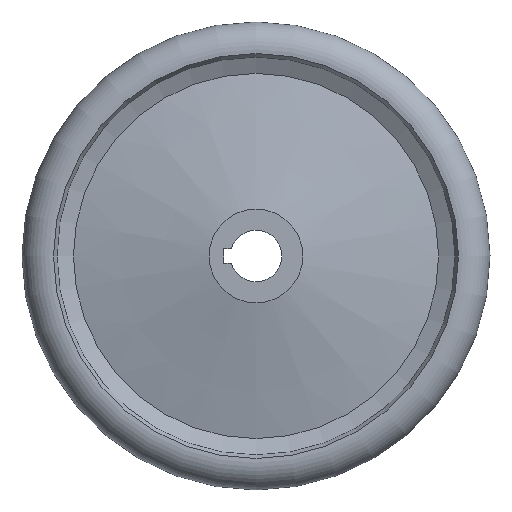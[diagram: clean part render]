
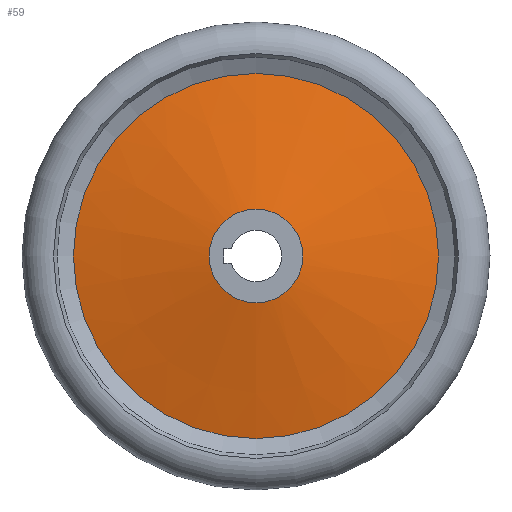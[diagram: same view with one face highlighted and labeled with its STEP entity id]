
A CAD part, left-side view. The second image highlights one B-rep face of the part: STEP entity #59.
In plain terms, the highlighted conical face has half-angle 77.838 degrees and reference radius 78 mm.
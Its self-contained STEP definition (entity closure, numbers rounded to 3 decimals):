
#59 = ADVANCED_FACE( '', ( #125, #126 ), #127, .T. );
#125 = FACE_BOUND( '', #189, .T. );
#126 = FACE_OUTER_BOUND( '', #190, .T. );
#127 = CONICAL_SURFACE( '', #191, 78., 1.359 );
#189 = EDGE_LOOP( '', ( #276 ) );
#190 = EDGE_LOOP( '', ( #277 ) );
#191 = AXIS2_PLACEMENT_3D( '', #278, #279, #280 );
#276 = ORIENTED_EDGE( '', *, *, #318, .F. );
#277 = ORIENTED_EDGE( '', *, *, #335, .T. );
#278 = CARTESIAN_POINT( '', ( 27., 0., 0. ) );
#279 = DIRECTION( '', ( 1., 0., 0. ) );
#280 = DIRECTION( '', ( 0., 0., -1. ) );
#318 = EDGE_CURVE( '', #358, #358, #359, .T. );
#335 = EDGE_CURVE( '', #385, #385, #386, .T. );
#358 = VERTEX_POINT( '', #413 );
#359 = CIRCLE( '', #414, 20. );
#385 = VERTEX_POINT( '', #448 );
#386 = CIRCLE( '', #449, 78. );
#413 = CARTESIAN_POINT( '', ( 14.5, 0., 20. ) );
#414 = AXIS2_PLACEMENT_3D( '', #479, #480, #481 );
#448 = CARTESIAN_POINT( '', ( 27., 0., 78. ) );
#449 = AXIS2_PLACEMENT_3D( '', #499, #500, #501 );
#479 = CARTESIAN_POINT( '', ( 14.5, 0., 0. ) );
#480 = DIRECTION( '', ( -1., 0., 0. ) );
#481 = DIRECTION( '', ( 0., 0., 1. ) );
#499 = CARTESIAN_POINT( '', ( 27., 0., 0. ) );
#500 = DIRECTION( '', ( -1., 0., 0. ) );
#501 = DIRECTION( '', ( 0., 0., 1. ) );
